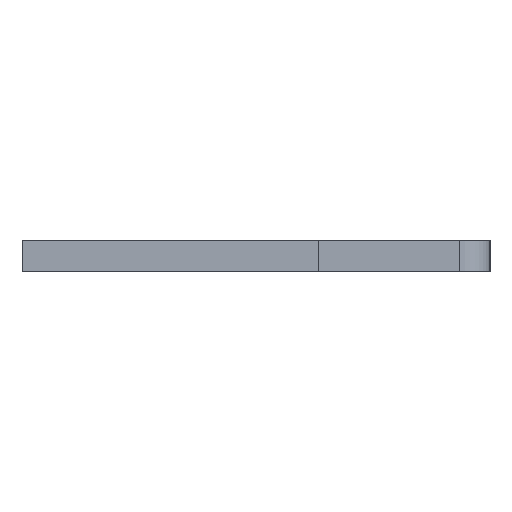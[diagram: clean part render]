
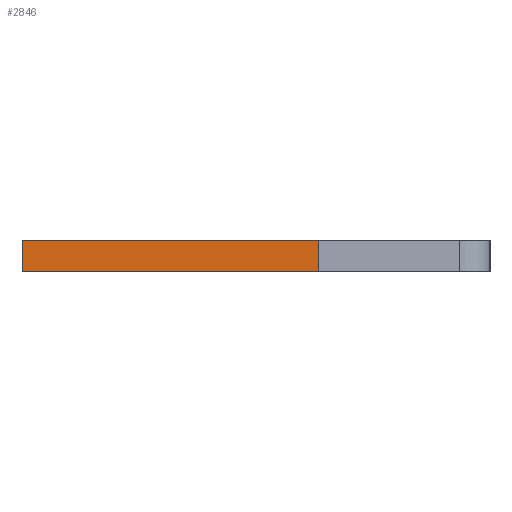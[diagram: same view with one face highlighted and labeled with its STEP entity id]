
A CAD part, left-side view. The second image highlights one B-rep face of the part: STEP entity #2846.
In plain terms, the highlighted face is planar.
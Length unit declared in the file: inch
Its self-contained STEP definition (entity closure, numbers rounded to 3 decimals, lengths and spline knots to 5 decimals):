
#76 = LINE ( 'NONE', #1667, #394 ) ;
#140 = DIRECTION ( 'NONE',  ( 0., 0., 1. ) ) ;
#141 = EDGE_LOOP ( 'NONE', ( #479, #2526, #898, #3034 ) ) ;
#306 = VECTOR ( 'NONE', #2229, 39.37008 ) ;
#394 = VECTOR ( 'NONE', #1643, 39.37008 ) ;
#479 = ORIENTED_EDGE ( 'NONE', *, *, #2101, .T. ) ;
#490 = DIRECTION ( 'NONE',  ( 0., 1., 0. ) ) ;
#511 = VERTEX_POINT ( 'NONE', #1855 ) ;
#774 = LINE ( 'NONE', #1041, #2245 ) ;
#898 = ORIENTED_EDGE ( 'NONE', *, *, #2546, .F. ) ;
#909 = DIRECTION ( 'NONE',  ( 1., 0., 0. ) ) ;
#913 = CARTESIAN_POINT ( 'NONE',  ( -0.01, -0.04, -0.04 ) ) ;
#1011 = EDGE_CURVE ( 'NONE', #1089, #1735, #76, .T. ) ;
#1041 = CARTESIAN_POINT ( 'NONE',  ( -0.01, 0.15, -0.04 ) ) ;
#1089 = VERTEX_POINT ( 'NONE', #2939 ) ;
#1139 = CARTESIAN_POINT ( 'NONE',  ( 0.01, 0.15, -0.04 ) ) ;
#1175 = LINE ( 'NONE', #1799, #2438 ) ;
#1448 = LINE ( 'NONE', #2473, #306 ) ;
#1543 = DIRECTION ( 'NONE',  ( 0., 1., 0. ) ) ;
#1633 = PLANE ( 'NONE',  #1910 ) ;
#1643 = DIRECTION ( 'NONE',  ( -1., 0., 0. ) ) ;
#1667 = CARTESIAN_POINT ( 'NONE',  ( 0.01, 0.15, -0.04 ) ) ;
#1696 = EDGE_CURVE ( 'NONE', #511, #1712, #1448, .T. ) ;
#1712 = VERTEX_POINT ( 'NONE', #913 ) ;
#1723 = CARTESIAN_POINT ( 'NONE',  ( -0.01, 0.15, -0.04 ) ) ;
#1735 = VERTEX_POINT ( 'NONE', #1723 ) ;
#1799 = CARTESIAN_POINT ( 'NONE',  ( 0.01, 0.15, -0.04 ) ) ;
#1855 = CARTESIAN_POINT ( 'NONE',  ( 0.01, -0.04, -0.04 ) ) ;
#1910 = AXIS2_PLACEMENT_3D ( 'NONE', #1139, #140, #909 ) ;
#2101 = EDGE_CURVE ( 'NONE', #1712, #1735, #774, .T. ) ;
#2229 = DIRECTION ( 'NONE',  ( -1., 0., 0. ) ) ;
#2245 = VECTOR ( 'NONE', #490, 39.37008 ) ;
#2438 = VECTOR ( 'NONE', #1543, 39.37008 ) ;
#2473 = CARTESIAN_POINT ( 'NONE',  ( 0.01, -0.04, -0.04 ) ) ;
#2522 = FACE_OUTER_BOUND ( 'NONE', #141, .T. ) ;
#2526 = ORIENTED_EDGE ( 'NONE', *, *, #1011, .F. ) ;
#2546 = EDGE_CURVE ( 'NONE', #511, #1089, #1175, .T. ) ;
#2846 = ADVANCED_FACE ( 'NONE', ( #2522 ), #1633, .F. ) ;
#2939 = CARTESIAN_POINT ( 'NONE',  ( 0.01, 0.15, -0.04 ) ) ;
#3034 = ORIENTED_EDGE ( 'NONE', *, *, #1696, .T. ) ;
